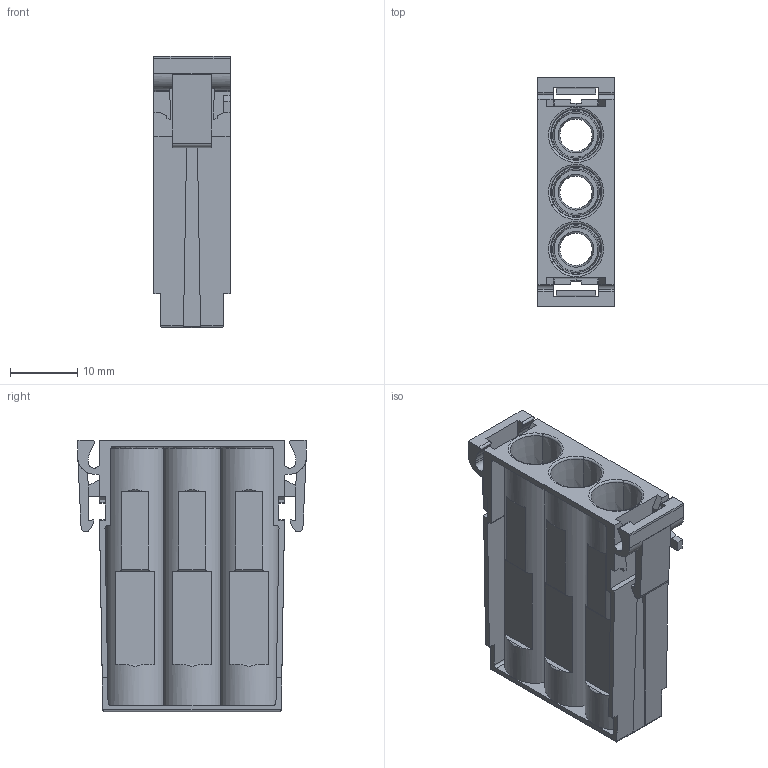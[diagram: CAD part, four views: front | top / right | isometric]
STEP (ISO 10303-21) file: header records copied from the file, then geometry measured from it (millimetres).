
FILE_DESCRIPTION(('CATIA V5 STEP Exchange','CAx-IF Rec.Pracs.--- Model Styling and Organization---1.2---2011-12-15'),'2;1');
FILE_NAME ('020614-3_1_1758370000_1758370000.stp','2018-08-28T15:11:12+00:00',('none'),('Weidmueller'),'CATIA Version 5-6 Release 2014','CATIA V5 STEP AP214','none');
FILE_SCHEMA(('AUTOMOTIVE_DESIGN { 1 0 10303 214 1 1 1 1 }'));
Length unit declared in the file: millimetre
Products named in the file (1): 1758370000
Bounding box: 11.35 x 34 x 40.4 mm (x, y, z)
Volume: 4518.7 mm3; surface area: 7799.8 mm2
Topology: 1 solids, 1 shells, 303 faces, 854 edges, 567 vertices
Faces by surface type: plane 182, cylinder 73, cone 30, torus 18
Entity records: 9516 total; most frequent: CARTESIAN_POINT 2346, ORIENTED_EDGE 1708, DIRECTION 1100, EDGE_CURVE 854, VERTEX_POINT 567, VECTOR 533, LINE 533, AXIS2_PLACEMENT_3D 394
